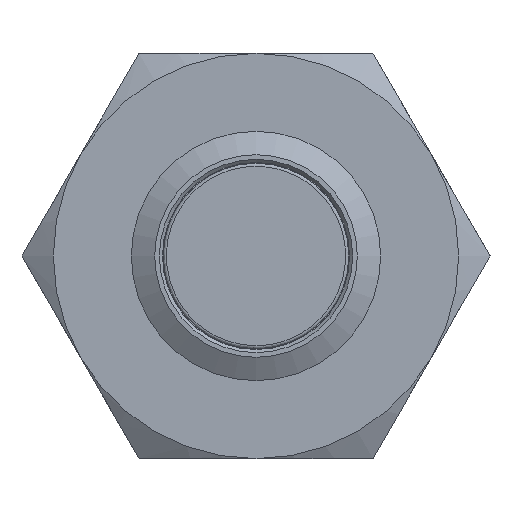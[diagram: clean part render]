
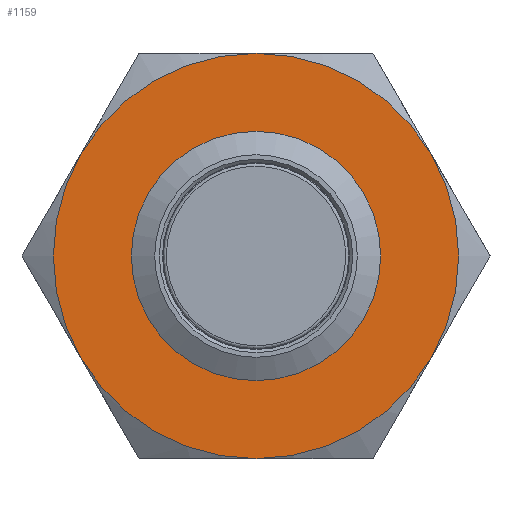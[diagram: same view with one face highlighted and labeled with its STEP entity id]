
A CAD part, left-side view. The second image highlights one B-rep face of the part: STEP entity #1159.
In plain terms, the highlighted planar face has unit normal (-1, 0, 0).
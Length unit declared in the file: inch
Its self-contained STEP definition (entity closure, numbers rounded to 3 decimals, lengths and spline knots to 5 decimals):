
#24 = ORIENTED_EDGE ( 'NONE', *, *, #482, .F. ) ;
#43 = CARTESIAN_POINT ( 'NONE',  ( 0.19685, 0., 0. ) ) ;
#72 = EDGE_CURVE ( 'NONE', #1568, #1200, #656, .T. ) ;
#126 = DIRECTION ( 'NONE',  ( 1., 0., 0. ) ) ;
#210 = CIRCLE ( 'NONE', #1913, 0.25591 ) ;
#347 = DIRECTION ( 'NONE',  ( 1., 0., 0. ) ) ;
#359 = FACE_BOUND ( 'NONE', #2057, .T. ) ;
#373 = DIRECTION ( 'NONE',  ( 0., 0., -1. ) ) ;
#377 = CARTESIAN_POINT ( 'NONE',  ( 0.19685, 0., 0. ) ) ;
#387 = CARTESIAN_POINT ( 'NONE',  ( 0.19685, 0., -0.25591 ) ) ;
#414 = CARTESIAN_POINT ( 'NONE',  ( 0.19685, 0., 0.15748 ) ) ;
#481 = CARTESIAN_POINT ( 'NONE',  ( 0.19685, 0.22162, -0.12795 ) ) ;
#482 = EDGE_CURVE ( 'NONE', #873, #873, #1628, .T. ) ;
#499 = ORIENTED_EDGE ( 'NONE', *, *, #615, .F. ) ;
#544 = DIRECTION ( 'NONE',  ( 1., 0., 0. ) ) ;
#590 = DIRECTION ( 'NONE',  ( 1., 0., 0. ) ) ;
#612 = VERTEX_POINT ( 'NONE', #387 ) ;
#615 = EDGE_CURVE ( 'NONE', #1954, #1568, #1359, .T. ) ;
#652 = DIRECTION ( 'NONE',  ( 0., 0., -1. ) ) ;
#656 = CIRCLE ( 'NONE', #1514, 0.25591 ) ;
#666 = CIRCLE ( 'NONE', #1973, 0.25591 ) ;
#692 = CARTESIAN_POINT ( 'NONE',  ( 0.19685, 0., 0. ) ) ;
#703 = PLANE ( 'NONE',  #1361 ) ;
#873 = VERTEX_POINT ( 'NONE', #414 ) ;
#883 = CARTESIAN_POINT ( 'NONE',  ( 0.19685, 0., 0. ) ) ;
#892 = FACE_OUTER_BOUND ( 'NONE', #2279, .T. ) ;
#926 = EDGE_CURVE ( 'NONE', #1200, #2080, #2299, .T. ) ;
#963 = EDGE_CURVE ( 'NONE', #612, #1954, #1780, .T. ) ;
#1107 = AXIS2_PLACEMENT_3D ( 'NONE', #692, #1384, #2110 ) ;
#1129 = ORIENTED_EDGE ( 'NONE', *, *, #2077, .F. ) ;
#1159 = ADVANCED_FACE ( 'NONE', ( #359, #892 ), #703, .F. ) ;
#1160 = VERTEX_POINT ( 'NONE', #1593 ) ;
#1184 = CARTESIAN_POINT ( 'NONE',  ( 0.19685, 0.22162, 0.12795 ) ) ;
#1186 = AXIS2_PLACEMENT_3D ( 'NONE', #1986, #590, #1296 ) ;
#1200 = VERTEX_POINT ( 'NONE', #2303 ) ;
#1296 = DIRECTION ( 'NONE',  ( 0., 0., -1. ) ) ;
#1343 = ORIENTED_EDGE ( 'NONE', *, *, #1624, .F. ) ;
#1359 = CIRCLE ( 'NONE', #1186, 0.25591 ) ;
#1361 = AXIS2_PLACEMENT_3D ( 'NONE', #883, #1603, #373 ) ;
#1384 = DIRECTION ( 'NONE',  ( -1., 0., 0. ) ) ;
#1479 = ORIENTED_EDGE ( 'NONE', *, *, #926, .F. ) ;
#1514 = AXIS2_PLACEMENT_3D ( 'NONE', #377, #544, #1794 ) ;
#1552 = ORIENTED_EDGE ( 'NONE', *, *, #72, .F. ) ;
#1565 = DIRECTION ( 'NONE',  ( 0., 0., -1. ) ) ;
#1568 = VERTEX_POINT ( 'NONE', #1184 ) ;
#1593 = CARTESIAN_POINT ( 'NONE',  ( 0.19685, -0.22162, -0.12795 ) ) ;
#1603 = DIRECTION ( 'NONE',  ( 1., 0., 0. ) ) ;
#1624 = EDGE_CURVE ( 'NONE', #1160, #612, #210, .T. ) ;
#1628 = CIRCLE ( 'NONE', #1107, 0.15748 ) ;
#1744 = AXIS2_PLACEMENT_3D ( 'NONE', #2173, #1836, #1809 ) ;
#1780 = CIRCLE ( 'NONE', #2075, 0.25591 ) ;
#1794 = DIRECTION ( 'NONE',  ( 0., 0., -1. ) ) ;
#1809 = DIRECTION ( 'NONE',  ( 0., 0., -1. ) ) ;
#1836 = DIRECTION ( 'NONE',  ( 1., 0., 0. ) ) ;
#1856 = DIRECTION ( 'NONE',  ( 0., 0., -1. ) ) ;
#1887 = ORIENTED_EDGE ( 'NONE', *, *, #963, .F. ) ;
#1892 = CARTESIAN_POINT ( 'NONE',  ( 0.19685, 0., 0. ) ) ;
#1911 = CARTESIAN_POINT ( 'NONE',  ( 0.19685, 0., 0. ) ) ;
#1913 = AXIS2_PLACEMENT_3D ( 'NONE', #1892, #126, #1565 ) ;
#1928 = CARTESIAN_POINT ( 'NONE',  ( 0.19685, -0.22162, 0.12795 ) ) ;
#1954 = VERTEX_POINT ( 'NONE', #481 ) ;
#1973 = AXIS2_PLACEMENT_3D ( 'NONE', #1911, #347, #652 ) ;
#1986 = CARTESIAN_POINT ( 'NONE',  ( 0.19685, 0., 0. ) ) ;
#2057 = EDGE_LOOP ( 'NONE', ( #24 ) ) ;
#2075 = AXIS2_PLACEMENT_3D ( 'NONE', #43, #2159, #1856 ) ;
#2077 = EDGE_CURVE ( 'NONE', #2080, #1160, #666, .T. ) ;
#2080 = VERTEX_POINT ( 'NONE', #1928 ) ;
#2110 = DIRECTION ( 'NONE',  ( 0., 0., 1. ) ) ;
#2159 = DIRECTION ( 'NONE',  ( 1., 0., 0. ) ) ;
#2173 = CARTESIAN_POINT ( 'NONE',  ( 0.19685, 0., 0. ) ) ;
#2279 = EDGE_LOOP ( 'NONE', ( #1887, #1343, #1129, #1479, #1552, #499 ) ) ;
#2299 = CIRCLE ( 'NONE', #1744, 0.25591 ) ;
#2303 = CARTESIAN_POINT ( 'NONE',  ( 0.19685, 0., 0.25591 ) ) ;
